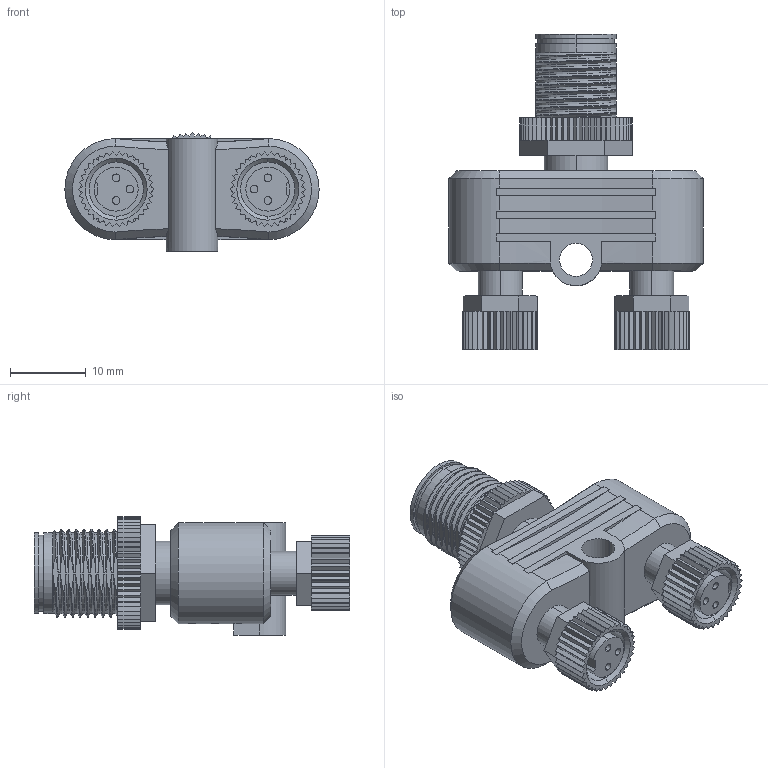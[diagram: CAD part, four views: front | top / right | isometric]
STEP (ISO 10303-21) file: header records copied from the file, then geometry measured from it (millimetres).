
FILE_DESCRIPTION (( 'STEP AP203' ), '1' );
FILE_NAME ('7000-41201-0000000.step', '2023-03-06T12:00:48', ( '' ), ( '' ), 'SwSTEP 2.0', 'SolidWorks 2021', '' );
FILE_SCHEMA (( 'CONFIG_CONTROL_DESIGN' ));
Length unit declared in the file: millimetre
Products named in the file (1): 7000-41201-0000000
Bounding box: 33.53 x 41.65 x 15.62 mm (x, y, z)
Volume: 7592.2 mm3; surface area: 5025.1 mm2
Topology: 1 solids, 2 shells, 740 faces, 2012 edges, 1292 vertices
Faces by surface type: plane 440, cylinder 212, bspline 61, cone 19, sphere 8
Entity records: 26011 total; most frequent: CARTESIAN_POINT 7777, ORIENTED_EDGE 4008, DIRECTION 3569, EDGE_CURVE 2004, VECTOR 1331, LINE 1331, VERTEX_POINT 1292, AXIS2_PLACEMENT_3D 1119
